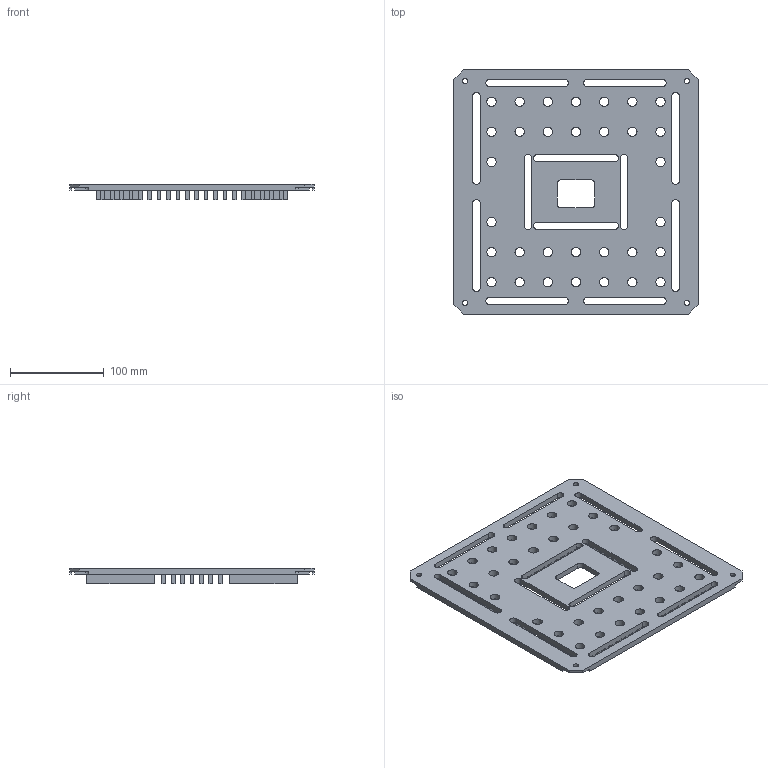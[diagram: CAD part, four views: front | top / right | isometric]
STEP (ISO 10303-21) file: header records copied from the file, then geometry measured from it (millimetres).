
FILE_DESCRIPTION(/* description */ (''),/* implementation_level */ '2;1');
FILE_NAME(/* name */ 'var2.stp',/* time_stamp */ '2019-04-29T10:48:28+03:00',/* author */ ('igoro'),/* organization */ (''),/* preprocessor_version */ 'ST-DEVELOPER v17',/* originating_system */ 'Autodesk Inventor 2019',/* authorisation */ '');
FILE_SCHEMA (('AUTOMOTIVE_DESIGN { 1 0 10303 214 3 1 1 }'));
Length unit declared in the file: millimetre
Products named in the file (1): Стенка В5001-01
Bounding box: 260 x 260 x 16 mm (x, y, z)
Volume: 452616.2 mm3; surface area: 217777.3 mm2
Topology: 1 solids, 1 shells, 443 faces, 1460 edges, 980 vertices
Faces by surface type: plane 375, cylinder 68
Full cylindrical faces by diameter (mm): 5.5 x4, 10 x32
Entity records: 16185 total; most frequent: ORIENTED_EDGE 2920, CARTESIAN_POINT 2884, DIRECTION 2644, EDGE_CURVE 1460, LINE 1164, VECTOR 1164, VERTEX_POINT 980, AXIS2_PLACEMENT_3D 740
